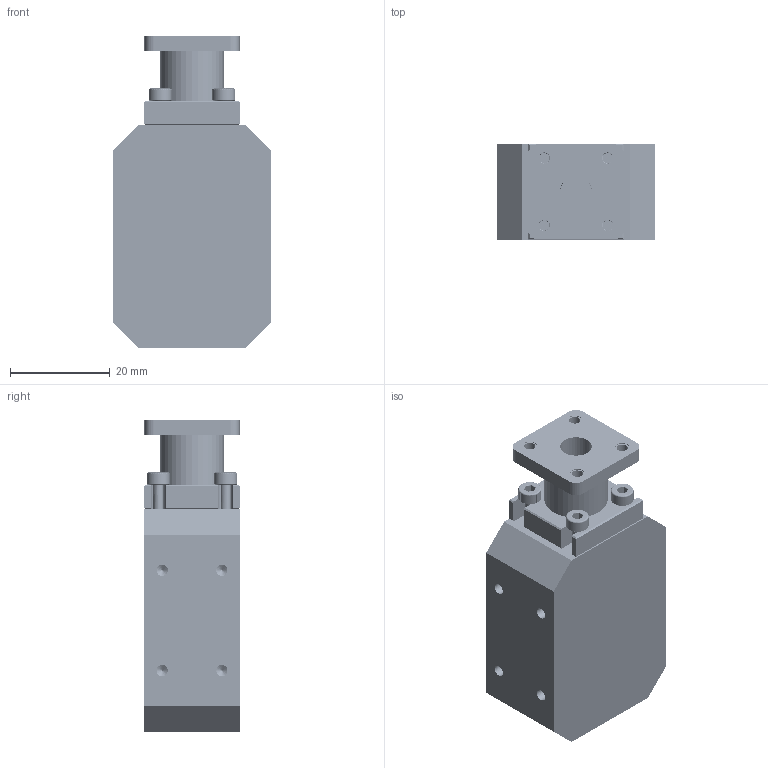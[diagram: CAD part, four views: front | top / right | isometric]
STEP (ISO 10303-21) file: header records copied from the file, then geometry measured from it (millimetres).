
FILE_DESCRIPTION (( 'STEP AP214' ), '1' );
FILE_NAME ('PEWOT0003 ¦ FMWOT0003.step', '2022-03-03T17:12:18', ( '' ), ( '' ), 'SwSTEP 2.0', 'SolidWorks 2021', '' );
FILE_SCHEMA (( 'AUTOMOTIVE_DESIGN' ));
Length unit declared in the file: inch
Products named in the file (1): PEWOT0003 ｦ FMWOT0003
Bounding box: 31.75 x 19.05 x 62.23 mm (x, y, z)
Surface area: 27044.4 mm2
Topology: 26 solids, 26 shells, 3161 faces, 8603 edges, 5567 vertices
Faces by surface type: cylinder 2051, plane 741, cone 319, bspline 42, torus 8
Entity records: 138932 total; most frequent: CARTESIAN_POINT 69585, ORIENTED_EDGE 17078, DIRECTION 11867, EDGE_CURVE 8539, VERTEX_POINT 5567, AXIS2_PLACEMENT_3D 4371, EDGE_LOOP 3374, FACE_OUTER_BOUND 3161
